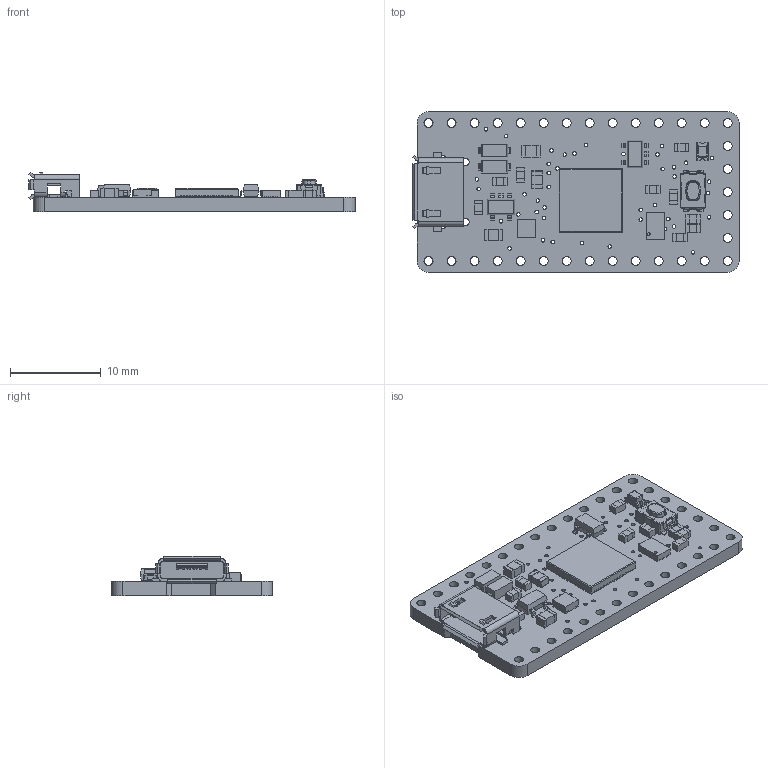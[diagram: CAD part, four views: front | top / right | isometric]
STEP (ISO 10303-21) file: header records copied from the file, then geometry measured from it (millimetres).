
FILE_DESCRIPTION(/* description */ (''),/* implementation_level */ '2;1');
FILE_NAME(/* name */ 'Adafruit ItsyBitsy M4.step',/* time_stamp */ '2019-10-31T09:22:02-04:00',/* author */ (''),/* organization */ (''),/* preprocessor_version */ 'ST-DEVELOPER v18',/* originating_system */ 'Autodesk Translation Framework v8.9.1.1155',/* authorisation */ '');
FILE_SCHEMA (('AUTOMOTIVE_DESIGN { 1 0 10303 214 3 1 1 }'));
Length unit declared in the file: millimetre
Products named in the file (16): Adafruit ItsyBitsy M4; PCB Component; Board; 10µF; 100k; RED; SPST_TACT-KMR2; microUSB; AP2112K-3.3; 74HCT1G125DBV; MBR120; AP102-2020; GD25x16; ATSAMD51G_TQFN48; 10uF; 1uF
Assembly tree (24 placements, depth 3):
  Adafruit ItsyBitsy M4
    PCB Component
      Board
      10µF  x2
      100k  x6
      RED
      SPST_TACT-KMR2
      microUSB
      AP2112K-3.3
      74HCT1G125DBV
      MBR120  x2
      AP102-2020
      GD25x16
      ATSAMD51G_TQFN48
      10uF
      1uF  x3
Bounding box: 36.02 x 17.78 x 4.34 mm (x, y, z)
Volume: 1085.3 mm3; surface area: 2412.6 mm2
Topology: 63 solids, 63 shells, 1782 faces, 4842 edges, 3132 vertices
Faces by surface type: plane 1358, cylinder 374, sphere 20, bspline 18, torus 6, cone 6
Full cylindrical faces by diameter (mm): 0.3 x1, 0.394 x58, 0.7 x2, 0.8 x2, 1 x33
Entity records: 54232 total; most frequent: CARTESIAN_POINT 10497, ORIENTED_EDGE 8886, DIRECTION 8449, EDGE_CURVE 4443, LINE 3661, VECTOR 3661, VERTEX_POINT 2880, AXIS2_PLACEMENT_3D 2394
